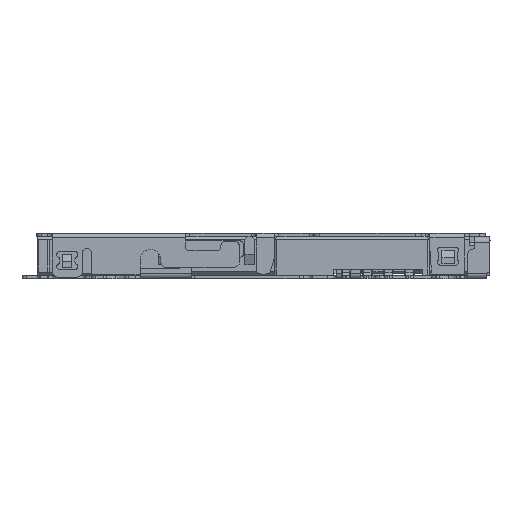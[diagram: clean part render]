
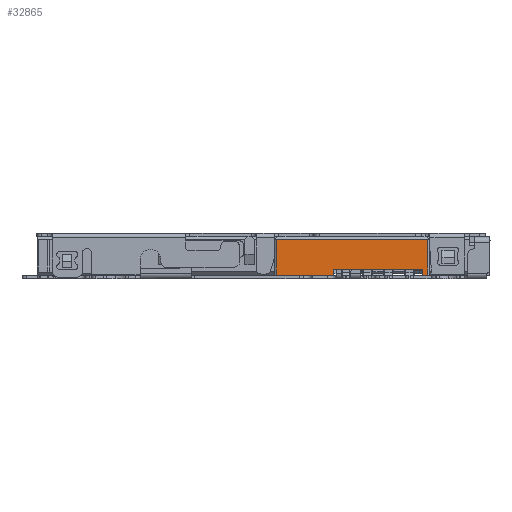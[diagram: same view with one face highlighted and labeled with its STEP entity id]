
A CAD part, left-side view. The second image highlights one B-rep face of the part: STEP entity #32865.
In plain terms, the highlighted planar face has unit normal (-1, 0, 0).
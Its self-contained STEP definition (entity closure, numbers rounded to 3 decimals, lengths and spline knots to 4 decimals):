
#2932=FACE_OUTER_BOUND('',#4782,.T.);
#4782=EDGE_LOOP('',(#23493,#23494,#23495,#23496,#23497,#23498,#23499,#23500));
#6914=LINE('',#50216,#10317);
#6916=LINE('',#50222,#10319);
#7105=LINE('',#51097,#10508);
#7106=LINE('',#51099,#10509);
#7107=LINE('',#51101,#10510);
#7108=LINE('',#51102,#10511);
#7109=LINE('',#51103,#10512);
#7110=LINE('',#51104,#10513);
#10317=VECTOR('',#39287,1000.);
#10319=VECTOR('',#39291,1000.);
#10508=VECTOR('',#39834,1000.);
#10509=VECTOR('',#39835,1000.);
#10510=VECTOR('',#39836,1000.);
#10511=VECTOR('',#39837,1000.);
#10512=VECTOR('',#39838,1000.);
#10513=VECTOR('',#39839,1000.);
#13723=VERTEX_POINT('',#50191);
#13735=VERTEX_POINT('',#50214);
#13737=VERTEX_POINT('',#50219);
#13738=VERTEX_POINT('',#50221);
#13936=VERTEX_POINT('',#51095);
#13937=VERTEX_POINT('',#51096);
#13938=VERTEX_POINT('',#51098);
#13939=VERTEX_POINT('',#51100);
#17243=EDGE_CURVE('',#13723,#13735,#6914,.T.);
#17245=EDGE_CURVE('',#13738,#13737,#6916,.T.);
#17530=EDGE_CURVE('',#13936,#13937,#7105,.T.);
#17531=EDGE_CURVE('',#13937,#13938,#7106,.T.);
#17532=EDGE_CURVE('',#13939,#13938,#7107,.T.);
#17533=EDGE_CURVE('',#13939,#13723,#7108,.T.);
#17534=EDGE_CURVE('',#13735,#13738,#7109,.T.);
#17535=EDGE_CURVE('',#13737,#13936,#7110,.T.);
#23493=ORIENTED_EDGE('',*,*,#17530,.T.);
#23494=ORIENTED_EDGE('',*,*,#17531,.T.);
#23495=ORIENTED_EDGE('',*,*,#17532,.F.);
#23496=ORIENTED_EDGE('',*,*,#17533,.T.);
#23497=ORIENTED_EDGE('',*,*,#17243,.T.);
#23498=ORIENTED_EDGE('',*,*,#17534,.T.);
#23499=ORIENTED_EDGE('',*,*,#17245,.T.);
#23500=ORIENTED_EDGE('',*,*,#17535,.T.);
#31634=PLANE('',#35026);
#32865=ADVANCED_FACE('',(#2932),#31634,.T.);
#35026=AXIS2_PLACEMENT_3D('',#51094,#39832,#39833);
#39287=DIRECTION('',(0.,-1.,0.));
#39291=DIRECTION('',(0.,-1.,0.));
#39832=DIRECTION('center_axis',(-1.,0.,0.));
#39833=DIRECTION('ref_axis',(0.,0.,
1.));
#39834=DIRECTION('',(0.,-1.,0.));
#39835=DIRECTION('',(0.,0.,1.));
#39836=DIRECTION('',(0.,-1.,0.));
#39837=DIRECTION('',(0.,0.,-1.));
#39838=DIRECTION('',(0.,0.,1.));
#39839=DIRECTION('',(0.,0.,-1.));
#50191=CARTESIAN_POINT('',(-6.9332,5.7074,0.12));
#50214=CARTESIAN_POINT('',(-6.9332,3.8224,0.12));
#50216=CARTESIAN_POINT('',(-6.9332,3.2024,0.12));
#50219=CARTESIAN_POINT('',(-6.9332,0.8724,0.32));
#50221=CARTESIAN_POINT('',(-6.9332,3.8224,0.32));
#50222=CARTESIAN_POINT('',(-6.9332,3.2024,0.32));
#51094=CARTESIAN_POINT('Origin',(-6.9332,0.6974,0.12));
#51095=CARTESIAN_POINT('',(-6.9332,0.8724,0.12));
#51096=CARTESIAN_POINT('',(-6.9332,0.6974,0.12));
#51097=CARTESIAN_POINT('',(-6.9332,3.2024,0.12));
#51098=CARTESIAN_POINT('',(-6.9332,0.6974,1.31));
#51099=CARTESIAN_POINT('',(-6.9332,0.6974,0.715));
#51100=CARTESIAN_POINT('',(-6.9332,5.7074,1.31));
#51101=CARTESIAN_POINT('',(-6.9332,3.2024,1.31));
#51102=CARTESIAN_POINT('',(-6.9332,5.7074,0.715));
#51103=CARTESIAN_POINT('',(-6.9332,3.8224,0.715));
#51104=CARTESIAN_POINT('',(-6.9332,0.8724,0.715));
